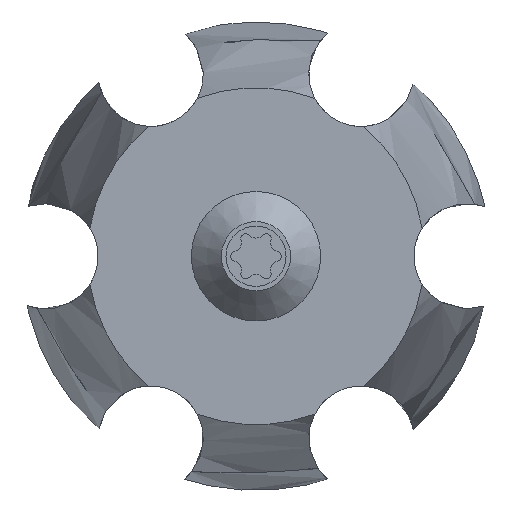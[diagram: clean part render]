
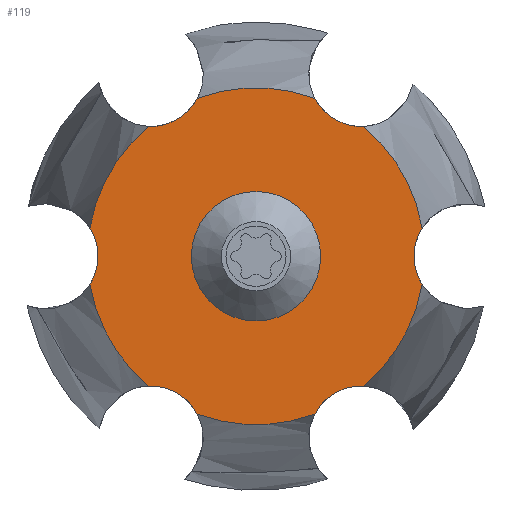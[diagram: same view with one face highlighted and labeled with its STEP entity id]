
A CAD part, left-side view. The second image highlights one B-rep face of the part: STEP entity #119.
In plain terms, the highlighted planar face has unit normal (-1, 0, 0).
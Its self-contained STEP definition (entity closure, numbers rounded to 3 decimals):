
#4 = CARTESIAN_POINT ( 'NONE',  ( 96.112, 3.902, 10.496 ) ) ;
#64 = AXIS2_PLACEMENT_3D ( 'NONE', #494, #1708, #1884 ) ;
#119 = ADVANCED_FACE ( 'NONE', ( #1638, #132 ), #1040, .F. ) ;
#132 = FACE_OUTER_BOUND ( 'NONE', #355, .T. ) ;
#148 = CARTESIAN_POINT ( 'NONE',  ( 96.112, -7.138, 8.627 ) ) ;
#152 = EDGE_CURVE ( 'NONE', #1090, #1134, #947, .T. ) ;
#164 = DIRECTION ( 'NONE',  ( -1., 0., 0. ) ) ;
#165 = VERTEX_POINT ( 'NONE', #414 ) ;
#174 = CARTESIAN_POINT ( 'NONE',  ( 96.112, 0., 0. ) ) ;
#176 = DIRECTION ( 'NONE',  ( 0., 0., 1. ) ) ;
#186 = CIRCLE ( 'NONE', #64, 11.197 ) ;
#194 = ORIENTED_EDGE ( 'NONE', *, *, #1701, .F. ) ;
#201 = VERTEX_POINT ( 'NONE', #320 ) ;
#212 = CARTESIAN_POINT ( 'NONE',  ( 96.112, 0., 0. ) ) ;
#217 = EDGE_CURVE ( 'NONE', #1010, #467, #1166, .T. ) ;
#228 = DIRECTION ( 'NONE',  ( 0., 0., -1. ) ) ;
#231 = DIRECTION ( 'NONE',  ( -1., 0., 0. ) ) ;
#262 = CARTESIAN_POINT ( 'NONE',  ( 96.112, 4.299, 0. ) ) ;
#279 = CARTESIAN_POINT ( 'NONE',  ( 96.112, 0., 0. ) ) ;
#286 = CARTESIAN_POINT ( 'NONE',  ( 96.112, 0., 0. ) ) ;
#295 = CARTESIAN_POINT ( 'NONE',  ( 96.112, 14., 0. ) ) ;
#320 = CARTESIAN_POINT ( 'NONE',  ( 96.112, 11.04, 1.868 ) ) ;
#327 = CARTESIAN_POINT ( 'NONE',  ( 96.112, -3.902, 10.496 ) ) ;
#336 = CARTESIAN_POINT ( 'NONE',  ( 96.112, 7., -12.124 ) ) ;
#355 = EDGE_LOOP ( 'NONE', ( #687, #1576, #702, #911, #558, #923, #1390, #1006, #863, #680, #1753, #1588 ) ) ;
#377 = AXIS2_PLACEMENT_3D ( 'NONE', #972, #1265, #1741 ) ;
#414 = CARTESIAN_POINT ( 'NONE',  ( 96.112, -11.04, 1.868 ) ) ;
#467 = VERTEX_POINT ( 'NONE', #1313 ) ;
#494 = CARTESIAN_POINT ( 'NONE',  ( 96.112, 0., 0. ) ) ;
#501 = EDGE_CURVE ( 'NONE', #1655, #1733, #1431, .T. ) ;
#530 = CIRCLE ( 'NONE', #847, 11.197 ) ;
#545 = DIRECTION ( 'NONE',  ( 0., 0., -1. ) ) ;
#558 = ORIENTED_EDGE ( 'NONE', *, *, #1817, .T. ) ;
#566 = AXIS2_PLACEMENT_3D ( 'NONE', #279, #1673, #176 ) ;
#592 = DIRECTION ( 'NONE',  ( 0., 0., -1. ) ) ;
#598 = DIRECTION ( 'NONE',  ( 0., 0., 1. ) ) ;
#612 = CARTESIAN_POINT ( 'NONE',  ( 96.112, 11.04, -1.868 ) ) ;
#616 = DIRECTION ( 'NONE',  ( 0., 0., -1. ) ) ;
#617 = VERTEX_POINT ( 'NONE', #1210 ) ;
#636 = AXIS2_PLACEMENT_3D ( 'NONE', #212, #1285, #1275 ) ;
#640 = EDGE_CURVE ( 'NONE', #1584, #1655, #1536, .T. ) ;
#680 = ORIENTED_EDGE ( 'NONE', *, *, #501, .T. ) ;
#683 = CARTESIAN_POINT ( 'NONE',  ( 96.112, 0., 0. ) ) ;
#687 = ORIENTED_EDGE ( 'NONE', *, *, #1476, .T. ) ;
#702 = ORIENTED_EDGE ( 'NONE', *, *, #1784, .T. ) ;
#763 = CIRCLE ( 'NONE', #1332, 3.5 ) ;
#768 = CARTESIAN_POINT ( 'NONE',  ( 96.112, -7., 12.124 ) ) ;
#790 = CIRCLE ( 'NONE', #566, 11.197 ) ;
#817 = AXIS2_PLACEMENT_3D ( 'NONE', #960, #1583, #1283 ) ;
#847 = AXIS2_PLACEMENT_3D ( 'NONE', #174, #939, #598 ) ;
#863 = ORIENTED_EDGE ( 'NONE', *, *, #640, .T. ) ;
#874 = AXIS2_PLACEMENT_3D ( 'NONE', #993, #1616, #228 ) ;
#881 = DIRECTION ( 'NONE',  ( 0., 0., -1. ) ) ;
#911 = ORIENTED_EDGE ( 'NONE', *, *, #152, .T. ) ;
#913 = AXIS2_PLACEMENT_3D ( 'NONE', #683, #231, #1287 ) ;
#923 = ORIENTED_EDGE ( 'NONE', *, *, #1423, .T. ) ;
#939 = DIRECTION ( 'NONE',  ( -1., 0., 0. ) ) ;
#944 = CARTESIAN_POINT ( 'NONE',  ( 96.112, -11.04, -1.868 ) ) ;
#946 = DIRECTION ( 'NONE',  ( 0., 0., -1. ) ) ;
#947 = CIRCLE ( 'NONE', #1693, 3.5 ) ;
#960 = CARTESIAN_POINT ( 'NONE',  ( 96.112, -14., 0. ) ) ;
#972 = CARTESIAN_POINT ( 'NONE',  ( 96.112, 0., 0. ) ) ;
#993 = CARTESIAN_POINT ( 'NONE',  ( 96.112, 7., 12.124 ) ) ;
#1006 = ORIENTED_EDGE ( 'NONE', *, *, #1309, .T. ) ;
#1008 = AXIS2_PLACEMENT_3D ( 'NONE', #336, #1200, #946 ) ;
#1010 = VERTEX_POINT ( 'NONE', #1904 ) ;
#1040 = PLANE ( 'NONE',  #1234 ) ;
#1080 = CIRCLE ( 'NONE', #1920, 3.5 ) ;
#1087 = EDGE_CURVE ( 'NONE', #165, #1215, #790, .T. ) ;
#1088 = VERTEX_POINT ( 'NONE', #612 ) ;
#1090 = VERTEX_POINT ( 'NONE', #1218 ) ;
#1134 = VERTEX_POINT ( 'NONE', #1587 ) ;
#1166 = CIRCLE ( 'NONE', #1008, 3.5 ) ;
#1173 = DIRECTION ( 'NONE',  ( 1., 0., 0. ) ) ;
#1200 = DIRECTION ( 'NONE',  ( 1., 0., 0. ) ) ;
#1210 = CARTESIAN_POINT ( 'NONE',  ( 96.112, 0., 4.299 ) ) ;
#1215 = VERTEX_POINT ( 'NONE', #148 ) ;
#1218 = CARTESIAN_POINT ( 'NONE',  ( 96.112, -3.902, -10.496 ) ) ;
#1234 = AXIS2_PLACEMENT_3D ( 'NONE', #262, #1806, #881 ) ;
#1238 = AXIS2_PLACEMENT_3D ( 'NONE', #286, #164, #1356 ) ;
#1243 = CIRCLE ( 'NONE', #636, 11.197 ) ;
#1265 = DIRECTION ( 'NONE',  ( -1., 0., 0. ) ) ;
#1275 = DIRECTION ( 'NONE',  ( 0., 0., 1. ) ) ;
#1283 = DIRECTION ( 'NONE',  ( 0., 0., -1. ) ) ;
#1285 = DIRECTION ( 'NONE',  ( -1., 0., 0. ) ) ;
#1287 = DIRECTION ( 'NONE',  ( 0., 0., 1. ) ) ;
#1309 = EDGE_CURVE ( 'NONE', #1215, #1584, #1080, .T. ) ;
#1313 = CARTESIAN_POINT ( 'NONE',  ( 96.112, 3.902, -10.496 ) ) ;
#1315 = CARTESIAN_POINT ( 'NONE',  ( 96.112, -7., -12.124 ) ) ;
#1332 = AXIS2_PLACEMENT_3D ( 'NONE', #295, #1527, #616 ) ;
#1340 = EDGE_CURVE ( 'NONE', #201, #1088, #763, .T. ) ;
#1356 = DIRECTION ( 'NONE',  ( 0., 0., 1. ) ) ;
#1358 = VERTEX_POINT ( 'NONE', #944 ) ;
#1390 = ORIENTED_EDGE ( 'NONE', *, *, #1087, .T. ) ;
#1401 = CIRCLE ( 'NONE', #1238, 4.299 ) ;
#1423 = EDGE_CURVE ( 'NONE', #1358, #165, #1662, .T. ) ;
#1431 = CIRCLE ( 'NONE', #874, 3.5 ) ;
#1476 = EDGE_CURVE ( 'NONE', #1088, #1010, #186, .T. ) ;
#1527 = DIRECTION ( 'NONE',  ( 1., 0., 0. ) ) ;
#1536 = CIRCLE ( 'NONE', #913, 11.197 ) ;
#1542 = CARTESIAN_POINT ( 'NONE',  ( 96.112, 7.138, 8.627 ) ) ;
#1576 = ORIENTED_EDGE ( 'NONE', *, *, #217, .T. ) ;
#1583 = DIRECTION ( 'NONE',  ( 1., 0., 0. ) ) ;
#1584 = VERTEX_POINT ( 'NONE', #327 ) ;
#1587 = CARTESIAN_POINT ( 'NONE',  ( 96.112, -7.138, -8.627 ) ) ;
#1588 = ORIENTED_EDGE ( 'NONE', *, *, #1340, .T. ) ;
#1616 = DIRECTION ( 'NONE',  ( 1., 0., 0. ) ) ;
#1638 = FACE_BOUND ( 'NONE', #1865, .T. ) ;
#1655 = VERTEX_POINT ( 'NONE', #4 ) ;
#1662 = CIRCLE ( 'NONE', #817, 3.5 ) ;
#1673 = DIRECTION ( 'NONE',  ( -1., 0., 0. ) ) ;
#1693 = AXIS2_PLACEMENT_3D ( 'NONE', #1315, #1173, #545 ) ;
#1701 = EDGE_CURVE ( 'NONE', #617, #617, #1401, .T. ) ;
#1708 = DIRECTION ( 'NONE',  ( -1., 0., 0. ) ) ;
#1715 = EDGE_CURVE ( 'NONE', #1733, #201, #530, .T. ) ;
#1733 = VERTEX_POINT ( 'NONE', #1542 ) ;
#1741 = DIRECTION ( 'NONE',  ( 0., 0., 1. ) ) ;
#1753 = ORIENTED_EDGE ( 'NONE', *, *, #1715, .T. ) ;
#1784 = EDGE_CURVE ( 'NONE', #467, #1090, #1821, .T. ) ;
#1806 = DIRECTION ( 'NONE',  ( 1., 0., 0. ) ) ;
#1817 = EDGE_CURVE ( 'NONE', #1134, #1358, #1243, .T. ) ;
#1821 = CIRCLE ( 'NONE', #377, 11.197 ) ;
#1865 = EDGE_LOOP ( 'NONE', ( #194 ) ) ;
#1884 = DIRECTION ( 'NONE',  ( 0., 0., 1. ) ) ;
#1904 = CARTESIAN_POINT ( 'NONE',  ( 96.112, 7.138, -8.627 ) ) ;
#1920 = AXIS2_PLACEMENT_3D ( 'NONE', #768, #1975, #592 ) ;
#1975 = DIRECTION ( 'NONE',  ( 1., 0., 0. ) ) ;
